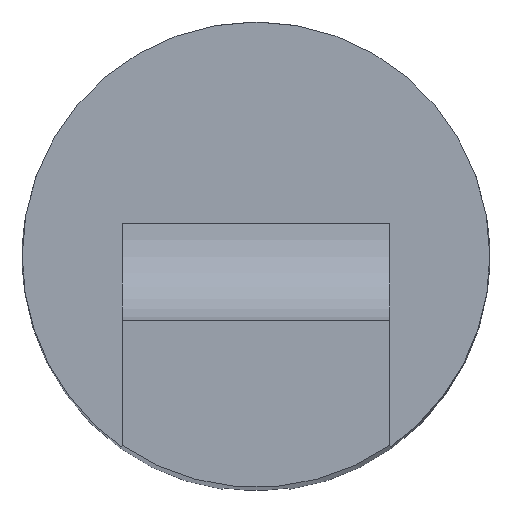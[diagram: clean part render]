
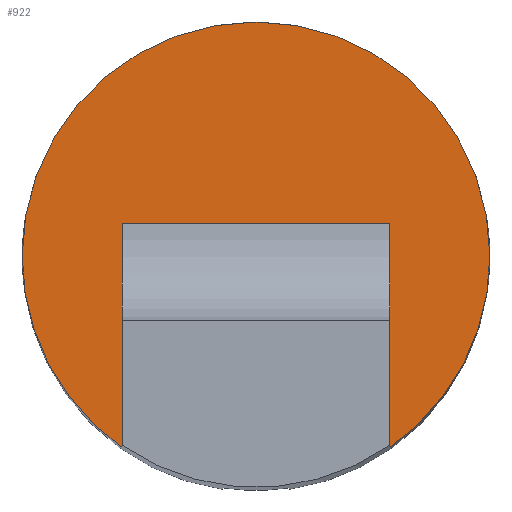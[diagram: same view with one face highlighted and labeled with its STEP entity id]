
A CAD part, top view. The second image highlights one B-rep face of the part: STEP entity #922.
In plain terms, the highlighted planar face has unit normal (0, 0, 1).
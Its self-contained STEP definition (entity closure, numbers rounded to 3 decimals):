
#26 = VECTOR ( 'NONE', #758, 1000. ) ;
#27 = DIRECTION ( 'NONE',  ( 0., 0., -1. ) ) ;
#52 = CARTESIAN_POINT ( 'NONE',  ( 0.2, -0.287, 1.8 ) ) ;
#81 = VERTEX_POINT ( 'NONE', #752 ) ;
#86 = CARTESIAN_POINT ( 'NONE',  ( 0.2, 0.049, 1.8 ) ) ;
#103 = VECTOR ( 'NONE', #199, 1000. ) ;
#124 = EDGE_CURVE ( 'NONE', #81, #362, #333, .T. ) ;
#126 = CARTESIAN_POINT ( 'NONE',  ( -0.2, -0.287, 1.8 ) ) ;
#134 = EDGE_LOOP ( 'NONE', ( #654, #211, #393, #345, #458, #975 ) ) ;
#146 = DIRECTION ( 'NONE',  ( 0., 0., -1. ) ) ;
#160 = CARTESIAN_POINT ( 'NONE',  ( 0., 0., 1.8 ) ) ;
#161 = DIRECTION ( 'NONE',  ( -1., 0., 0. ) ) ;
#199 = DIRECTION ( 'NONE',  ( 1., 0., 0. ) ) ;
#211 = ORIENTED_EDGE ( 'NONE', *, *, #715, .T. ) ;
#218 = CIRCLE ( 'NONE', #285, 0.35 ) ;
#223 = VECTOR ( 'NONE', #288, 1000. ) ;
#240 = EDGE_CURVE ( 'NONE', #368, #936, #218, .T. ) ;
#285 = AXIS2_PLACEMENT_3D ( 'NONE', #300, #146, #927 ) ;
#288 = DIRECTION ( 'NONE',  ( 0., 1., 0. ) ) ;
#300 = CARTESIAN_POINT ( 'NONE',  ( 0., 0., 1.8 ) ) ;
#333 = LINE ( 'NONE', #126, #26 ) ;
#345 = ORIENTED_EDGE ( 'NONE', *, *, #513, .F. ) ;
#346 = CARTESIAN_POINT ( 'NONE',  ( 0.2, 0.049, 1.8 ) ) ;
#362 = VERTEX_POINT ( 'NONE', #408 ) ;
#368 = VERTEX_POINT ( 'NONE', #953 ) ;
#370 = PLANE ( 'NONE',  #707 ) ;
#388 = AXIS2_PLACEMENT_3D ( 'NONE', #160, #460, #449 ) ;
#393 = ORIENTED_EDGE ( 'NONE', *, *, #881, .F. ) ;
#399 = EDGE_CURVE ( 'NONE', #362, #368, #496, .T. ) ;
#408 = CARTESIAN_POINT ( 'NONE',  ( -0.2, -0.287, 1.8 ) ) ;
#430 = CIRCLE ( 'NONE', #388, 0.35 ) ;
#437 = VERTEX_POINT ( 'NONE', #86 ) ;
#449 = DIRECTION ( 'NONE',  ( -1., 0., 0. ) ) ;
#458 = ORIENTED_EDGE ( 'NONE', *, *, #240, .F. ) ;
#460 = DIRECTION ( 'NONE',  ( 0., 0., -1. ) ) ;
#475 = CARTESIAN_POINT ( 'NONE',  ( 0.35, 0., 1.8 ) ) ;
#496 = CIRCLE ( 'NONE', #589, 0.35 ) ;
#513 = EDGE_CURVE ( 'NONE', #936, #804, #430, .T. ) ;
#573 = FACE_OUTER_BOUND ( 'NONE', #134, .T. ) ;
#589 = AXIS2_PLACEMENT_3D ( 'NONE', #710, #861, #789 ) ;
#591 = LINE ( 'NONE', #346, #103 ) ;
#601 = CARTESIAN_POINT ( 'NONE',  ( 0.2, -0.1, 1.8 ) ) ;
#654 = ORIENTED_EDGE ( 'NONE', *, *, #124, .F. ) ;
#707 = AXIS2_PLACEMENT_3D ( 'NONE', #847, #27, #161 ) ;
#710 = CARTESIAN_POINT ( 'NONE',  ( 0., 0., 1.8 ) ) ;
#715 = EDGE_CURVE ( 'NONE', #81, #437, #591, .T. ) ;
#752 = CARTESIAN_POINT ( 'NONE',  ( -0.2, 0.049, 1.8 ) ) ;
#758 = DIRECTION ( 'NONE',  ( 0., -1., 0. ) ) ;
#789 = DIRECTION ( 'NONE',  ( -1., 0., 0. ) ) ;
#804 = VERTEX_POINT ( 'NONE', #52 ) ;
#847 = CARTESIAN_POINT ( 'NONE',  ( 0., 0., 1.8 ) ) ;
#861 = DIRECTION ( 'NONE',  ( 0., 0., -1. ) ) ;
#877 = LINE ( 'NONE', #601, #223 ) ;
#881 = EDGE_CURVE ( 'NONE', #804, #437, #877, .T. ) ;
#922 = ADVANCED_FACE ( 'NONE', ( #573 ), #370, .F. ) ;
#927 = DIRECTION ( 'NONE',  ( -1., 0., 0. ) ) ;
#936 = VERTEX_POINT ( 'NONE', #475 ) ;
#953 = CARTESIAN_POINT ( 'NONE',  ( -0.35, 0., 1.8 ) ) ;
#975 = ORIENTED_EDGE ( 'NONE', *, *, #399, .F. ) ;
